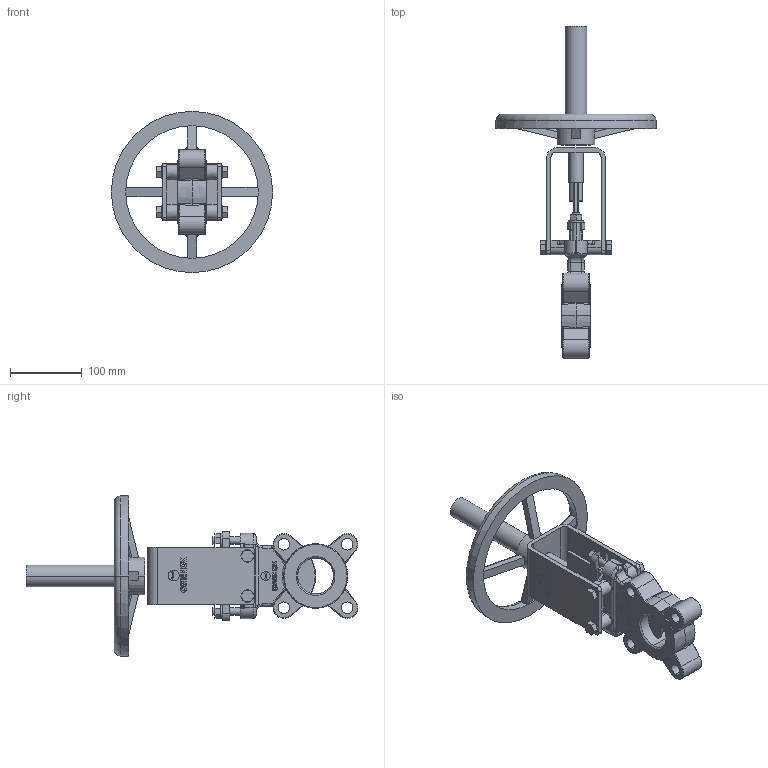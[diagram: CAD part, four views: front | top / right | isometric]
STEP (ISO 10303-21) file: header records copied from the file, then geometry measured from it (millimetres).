
FILE_DESCRIPTION (( 'STEP AP214' ), '1' );
FILE_NAME ('EX DN50_CAST IRON_HANDWHEEL_RS.STEP', '2011-11-24T16:34:27', ( 'user' ), ( '' ), 'SwSTEP 2.0', 'SolidWorks 2010', '' );
FILE_SCHEMA (( 'AUTOMOTIVE_DESIGN' ));
Length unit declared in the file: millimetre
Products named in the file (1): EX DN50_CAST IRON_HANDWHEEL_RS
Bounding box: 225 x 463.17 x 225 mm (x, y, z)
Surface area: 232003.9 mm2 (no closed solid volume)
Topology: 0 solids, 8 shells, 596 faces, 2114 edges, 1441 vertices
Faces by surface type: plane 258, cylinder 179, bspline 79, torus 52, cone 20, sphere 8
Entity records: 37567 total; most frequent: CARTESIAN_POINT 13960, ORIENTED_EDGE 3353, DIRECTION 3331, EDGE_CURVE 2086, VERTEX_POINT 1441, VECTOR 1229, LINE 1229, AXIS2_PLACEMENT_3D 1051
